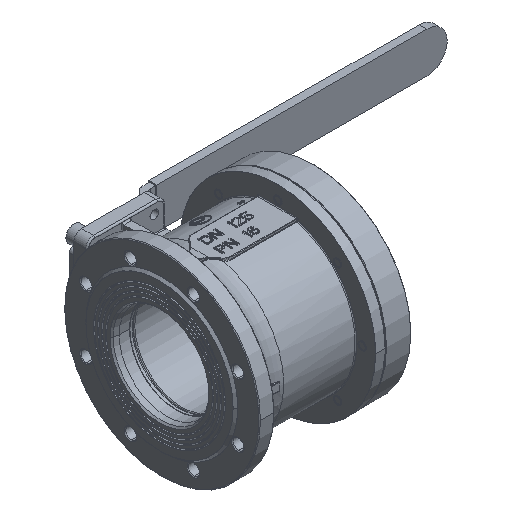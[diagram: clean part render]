
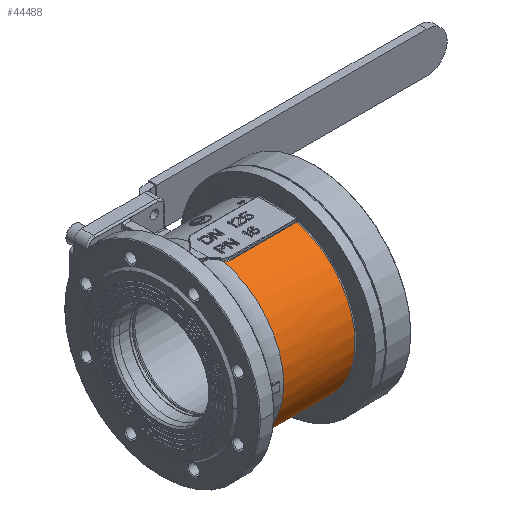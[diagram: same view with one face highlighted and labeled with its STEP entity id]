
A CAD part, isometric view. The second image highlights one B-rep face of the part: STEP entity #44488.
In plain terms, the highlighted cylindrical face has radius 100 mm (diameter 200 mm), a partial arc.
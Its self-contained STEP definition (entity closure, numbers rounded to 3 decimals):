
#7056=LINE('',#90984,#11963);
#7057=LINE('',#90999,#11964);
#11963=VECTOR('',#66735,1000.);
#11964=VECTOR('',#66738,1000.);
#14276=B_SPLINE_CURVE_WITH_KNOTS('',3,(#90987,#90988,#90989,#90990),
 .UNSPECIFIED.,.F.,.F.,(4,4),(0.,1.),.UNSPECIFIED.);
#14277=B_SPLINE_CURVE_WITH_KNOTS('',3,(#90994,#90995,#90996,#90997),
 .UNSPECIFIED.,.F.,.F.,(4,4),(0.,1.),.UNSPECIFIED.);
#14278=B_SPLINE_CURVE_WITH_KNOTS('',3,(#91001,#91002,#91003,#91004,#91005),
 .UNSPECIFIED.,.F.,.F.,(4,1,4),(0.,0.5,1.),.UNSPECIFIED.);
#14279=B_SPLINE_CURVE_WITH_KNOTS('',3,(#91009,#91010,#91011,#91012,#91013),
 .UNSPECIFIED.,.F.,.F.,(4,1,4),(0.,0.5,1.),.UNSPECIFIED.);
#22548=ORIENTED_EDGE('',*,*,#29730,.T.);
#22549=ORIENTED_EDGE('',*,*,#29731,.T.);
#22550=ORIENTED_EDGE('',*,*,#29732,.T.);
#22551=ORIENTED_EDGE('',*,*,#29733,.T.);
#22552=ORIENTED_EDGE('',*,*,#29734,.T.);
#22553=ORIENTED_EDGE('',*,*,#29735,.F.);
#22554=ORIENTED_EDGE('',*,*,#29736,.T.);
#22555=ORIENTED_EDGE('',*,*,#29737,.F.);
#29730=EDGE_CURVE('',#36418,#36419,#7056,.F.);
#29731=EDGE_CURVE('',#36419,#36420,#14276,.T.);
#29732=EDGE_CURVE('',#36420,#36421,#37994,.F.);
#29733=EDGE_CURVE('',#36421,#36422,#14277,.T.);
#29734=EDGE_CURVE('',#36422,#36423,#7057,.T.);
#29735=EDGE_CURVE('',#36424,#36423,#14278,.F.);
#29736=EDGE_CURVE('',#36424,#36425,#37995,.T.);
#29737=EDGE_CURVE('',#36418,#36425,#14279,.F.);
#36418=VERTEX_POINT('',#90985);
#36419=VERTEX_POINT('',#90986);
#36420=VERTEX_POINT('',#90991);
#36421=VERTEX_POINT('',#90993);
#36422=VERTEX_POINT('',#90998);
#36423=VERTEX_POINT('',#91000);
#36424=VERTEX_POINT('',#91006);
#36425=VERTEX_POINT('',#91008);
#37994=CIRCLE('',#56873,100.);
#37995=CIRCLE('',#56874,100.);
#40202=EDGE_LOOP('',(#22548,#22549,#22550,#22551,#22552,#22553,#22554,#22555));
#42374=FACE_BOUND('',#40202,.T.);
#42808=CYLINDRICAL_SURFACE('',#56872,100.);
#44488=ADVANCED_FACE('',(#42374),#42808,.F.);
#56872=AXIS2_PLACEMENT_3D('',#90983,#66733,#66734);
#56873=AXIS2_PLACEMENT_3D('',#90992,#66736,#66737);
#56874=AXIS2_PLACEMENT_3D('',#91007,#66739,#66740);
#66733=DIRECTION('',(-1.,0.,0.));
#66734=DIRECTION('',(0.,0.,1.));
#66735=DIRECTION('',(-1.,0.,0.));
#66736=DIRECTION('',(-1.,0.,0.));
#66737=DIRECTION('',(0.,0.,1.));
#66738=DIRECTION('',(-1.,0.,0.));
#66739=DIRECTION('',(-1.,0.,0.));
#66740=DIRECTION('',(0.,0.,1.));
#90983=CARTESIAN_POINT('',(12.351,0.,0.));
#90984=CARTESIAN_POINT('',(12.351,-25.558,96.679));
#90985=CARTESIAN_POINT('',(-25.359,-25.558,96.679));
#90986=CARTESIAN_POINT('',(57.809,-25.558,96.679));
#90987=CARTESIAN_POINT('',(57.809,-25.558,96.679));
#90988=CARTESIAN_POINT('',(57.907,-25.56,96.678));
#90989=CARTESIAN_POINT('',(57.997,-25.648,96.655));
#90990=CARTESIAN_POINT('',(58.,-25.743,96.63));
#90991=CARTESIAN_POINT('',(58.,-25.743,96.63));
#90992=CARTESIAN_POINT('',(58.,0.,0.));
#90993=CARTESIAN_POINT('',(58.,-25.743,-96.63));
#90994=CARTESIAN_POINT('',(58.,-25.743,-96.63));
#90995=CARTESIAN_POINT('',(57.997,-25.648,-96.655));
#90996=CARTESIAN_POINT('',(57.909,-25.56,-96.678));
#90997=CARTESIAN_POINT('',(57.809,-25.558,-96.679));
#90998=CARTESIAN_POINT('',(57.809,-25.558,-96.679));
#90999=CARTESIAN_POINT('',(12.351,-25.558,-96.679));
#91000=CARTESIAN_POINT('',(-25.359,-25.558,-96.679));
#91001=CARTESIAN_POINT('',(-25.359,-25.558,-96.679));
#91002=CARTESIAN_POINT('',(-26.85,-25.561,-96.678));
#91003=CARTESIAN_POINT('',(-29.848,-24.924,-96.85));
#91004=CARTESIAN_POINT('',(-32.298,-23.171,-97.285));
#91005=CARTESIAN_POINT('',(-33.298,-22.082,-97.531));
#91006=CARTESIAN_POINT('',(-33.298,-22.082,-97.531));
#91007=CARTESIAN_POINT('',(-33.298,0.,0.));
#91008=CARTESIAN_POINT('',(-33.298,-22.082,97.531));
#91009=CARTESIAN_POINT('',(-33.298,-22.082,97.531));
#91010=CARTESIAN_POINT('',(-32.298,-23.171,97.285));
#91011=CARTESIAN_POINT('',(-29.848,-24.924,96.85));
#91012=CARTESIAN_POINT('',(-26.851,-25.561,96.678));
#91013=CARTESIAN_POINT('',(-25.359,-25.558,96.679));
